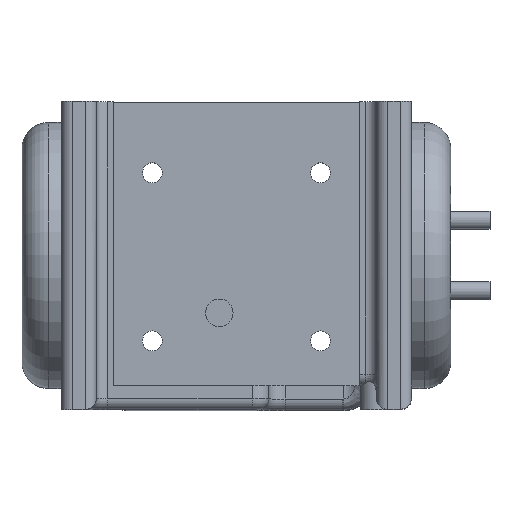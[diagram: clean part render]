
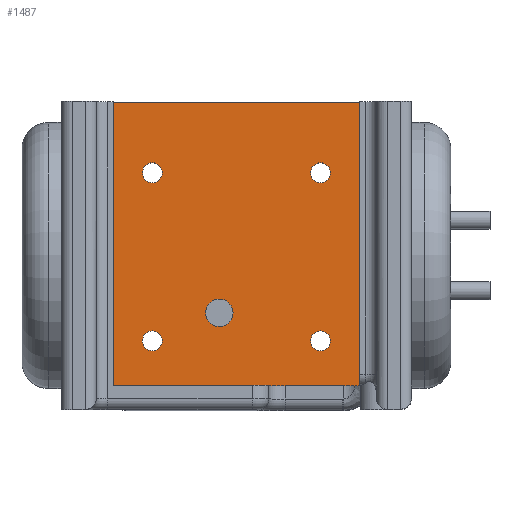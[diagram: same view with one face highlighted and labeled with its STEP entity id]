
A CAD part, top view. The second image highlights one B-rep face of the part: STEP entity #1487.
In plain terms, the highlighted planar face has unit normal (0, 0, 1).
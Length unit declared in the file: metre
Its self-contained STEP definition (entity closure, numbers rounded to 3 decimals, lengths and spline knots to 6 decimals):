
#122=CIRCLE('',#1618,0.00225);
#123=CIRCLE('',#1620,0.00225);
#124=CIRCLE('',#1622,0.00225);
#125=CIRCLE('',#1624,0.00225);
#140=CIRCLE('',#1648,0.003115);
#338=ORIENTED_EDGE('',*,*,#699,.T.);
#339=ORIENTED_EDGE('',*,*,#664,.F.);
#340=ORIENTED_EDGE('',*,*,#666,.F.);
#341=ORIENTED_EDGE('',*,*,#646,.T.);
#342=ORIENTED_EDGE('',*,*,#700,.F.);
#343=ORIENTED_EDGE('',*,*,#604,.F.);
#344=ORIENTED_EDGE('',*,*,#701,.T.);
#345=ORIENTED_EDGE('',*,*,#665,.F.);
#346=ORIENTED_EDGE('',*,*,#663,.F.);
#604=EDGE_CURVE('',#799,#800,#939,.T.);
#646=EDGE_CURVE('',#840,#839,#965,.T.);
#663=EDGE_CURVE('',#851,#851,#122,.F.);
#664=EDGE_CURVE('',#852,#852,#123,.F.);
#665=EDGE_CURVE('',#853,#853,#124,.F.);
#666=EDGE_CURVE('',#854,#854,#125,.F.);
#699=EDGE_CURVE('',#876,#876,#140,.T.);
#700=EDGE_CURVE('',#800,#839,#987,.T.);
#701=EDGE_CURVE('',#799,#840,#988,.T.);
#799=VERTEX_POINT('',#2307);
#800=VERTEX_POINT('',#2309);
#839=VERTEX_POINT('',#2394);
#840=VERTEX_POINT('',#2396);
#851=VERTEX_POINT('',#2426);
#852=VERTEX_POINT('',#2429);
#853=VERTEX_POINT('',#2432);
#854=VERTEX_POINT('',#2435);
#876=VERTEX_POINT('',#2510);
#939=LINE('',#2308,#1014);
#965=LINE('',#2395,#1040);
#987=LINE('',#2511,#1062);
#988=LINE('',#2512,#1063);
#1014=VECTOR('',#1811,1.);
#1040=VECTOR('',#1879,1.);
#1062=VECTOR('',#1989,1.);
#1063=VECTOR('',#1990,1.);
#1125=EDGE_LOOP('',(#338));
#1126=EDGE_LOOP('',(#339));
#1127=EDGE_LOOP('',(#340));
#1128=EDGE_LOOP('',(#341,#342,#343,#344));
#1129=EDGE_LOOP('',(#345));
#1130=EDGE_LOOP('',(#346));
#1303=FACE_BOUND('',#1125,.T.);
#1304=FACE_BOUND('',#1126,.T.);
#1305=FACE_BOUND('',#1127,.T.);
#1306=FACE_BOUND('',#1128,.T.);
#1307=FACE_BOUND('',#1129,.T.);
#1308=FACE_BOUND('',#1130,.T.);
#1446=PLANE('',#1647);
#1487=ADVANCED_FACE('',(#1303,#1304,#1305,#1306,#1307,#1308),#1446,.F.);
#1618=AXIS2_PLACEMENT_3D('',#2425,#1911,#1912);
#1620=AXIS2_PLACEMENT_3D('',#2428,#1915,#1916);
#1622=AXIS2_PLACEMENT_3D('',#2431,#1919,#1920);
#1624=AXIS2_PLACEMENT_3D('',#2434,#1923,#1924);
#1647=AXIS2_PLACEMENT_3D('',#2508,#1985,#1986);
#1648=AXIS2_PLACEMENT_3D('',#2509,#1987,#1988);
#1811=DIRECTION('',(-1.,0.,0.));
#1879=DIRECTION('',(-1.,0.,0.));
#1911=DIRECTION('',(0.,0.,-1.));
#1912=DIRECTION('',(-1.,0.,0.));
#1915=DIRECTION('',(0.,0.,-1.));
#1916=DIRECTION('',(-1.,0.,0.));
#1919=DIRECTION('',(0.,0.,-1.));
#1920=DIRECTION('',(-1.,0.,0.));
#1923=DIRECTION('',(0.,0.,-1.));
#1924=DIRECTION('',(-1.,0.,0.));
#1985=DIRECTION('',(0.,0.,-1.));
#1986=DIRECTION('',(-1.,0.,0.));
#1987=DIRECTION('',(0.,0.,-1.));
#1988=DIRECTION('',(-1.,0.,0.));
#1989=DIRECTION('',(0.,1.,0.));
#1990=DIRECTION('',(0.,1.,0.));
#2307=CARTESIAN_POINT('',(0.05969,0.005588,0.00381));
#2308=CARTESIAN_POINT('',(0.03175,0.005588,0.00381));
#2309=CARTESIAN_POINT('',(0.00381,0.005588,0.00381));
#2394=CARTESIAN_POINT('',(0.00381,0.06985,0.00381));
#2395=CARTESIAN_POINT('',(0.03175,0.06985,0.00381));
#2396=CARTESIAN_POINT('',(0.05969,0.06985,0.00381));
#2425=CARTESIAN_POINT('',(0.0127,0.015875,0.00381));
#2426=CARTESIAN_POINT('',(0.01045,0.015875,0.00381));
#2428=CARTESIAN_POINT('',(0.0508,0.015875,0.00381));
#2429=CARTESIAN_POINT('',(0.04855,0.015875,0.00381));
#2431=CARTESIAN_POINT('',(0.0508,0.053975,0.00381));
#2432=CARTESIAN_POINT('',(0.04855,0.053975,0.00381));
#2434=CARTESIAN_POINT('',(0.0127,0.053975,0.00381));
#2435=CARTESIAN_POINT('',(0.01045,0.053975,0.00381));
#2508=CARTESIAN_POINT('',(0.03175,0.005588,0.00381));
#2509=CARTESIAN_POINT('',(0.027876,0.022218,0.00381));
#2510=CARTESIAN_POINT('',(0.024761,0.022218,0.00381));
#2511=CARTESIAN_POINT('',(0.00381,0.005588,0.00381));
#2512=CARTESIAN_POINT('',(0.05969,0.005588,0.00381));
